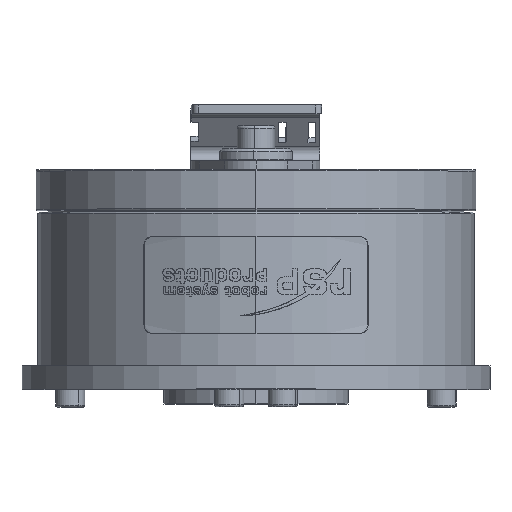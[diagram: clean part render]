
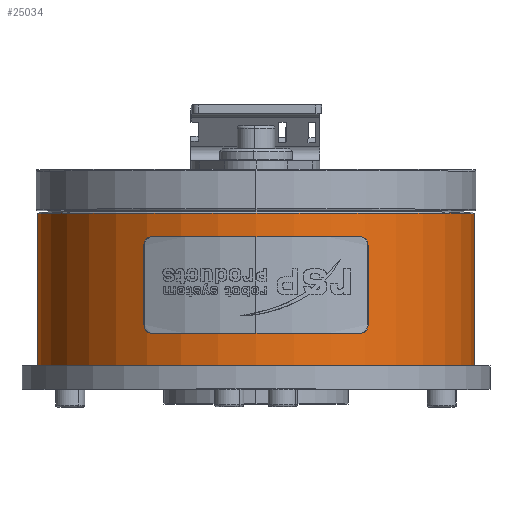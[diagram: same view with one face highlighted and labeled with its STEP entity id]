
A CAD part, top view. The second image highlights one B-rep face of the part: STEP entity #25034.
In plain terms, the highlighted cylindrical face has radius 74.5 mm (diameter 149 mm), a partial arc.
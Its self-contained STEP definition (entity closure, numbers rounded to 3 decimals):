
#203 = CARTESIAN_POINT ( 'NONE',  ( 74.5, 65., 0. ) ) ;
#2820 = VERTEX_POINT ( 'NONE', #16393 ) ;
#8629 = CARTESIAN_POINT ( 'NONE',  ( 0., 65.5, 0. ) ) ;
#8721 = AXIS2_PLACEMENT_3D ( 'NONE', #51056, #27407, #32390 ) ;
#9203 = DIRECTION ( 'NONE',  ( 1., 0., 0. ) ) ;
#9558 = CYLINDRICAL_SURFACE ( 'NONE', #59341, 74.5 ) ;
#11606 = DIRECTION ( 'NONE',  ( 0., -1., 0. ) ) ;
#12337 = AXIS2_PLACEMENT_3D ( 'NONE', #60843, #27809, #9203 ) ;
#12638 = ORIENTED_EDGE ( 'NONE', *, *, #46988, .F. ) ;
#13867 = ORIENTED_EDGE ( 'NONE', *, *, #44784, .T. ) ;
#14417 = EDGE_CURVE ( 'NONE', #2820, #43844, #40173, .T. ) ;
#16393 = CARTESIAN_POINT ( 'NONE',  ( -74.5, 65., 0. ) ) ;
#19662 = LINE ( 'NONE', #24630, #57211 ) ;
#22255 = CIRCLE ( 'NONE', #12337, 74.5 ) ;
#22552 = CIRCLE ( 'NONE', #8721, 74.5 ) ;
#22836 = CARTESIAN_POINT ( 'NONE',  ( 74.5, 13., 0. ) ) ;
#23066 = EDGE_CURVE ( 'NONE', #46558, #58127, #19662, .T. ) ;
#24630 = CARTESIAN_POINT ( 'NONE',  ( 74.5, 65.5, 0. ) ) ;
#25034 = ADVANCED_FACE ( 'NONE', ( #37824 ), #9558, .T. ) ;
#27407 = DIRECTION ( 'NONE',  ( 0., -1., 0. ) ) ;
#27809 = DIRECTION ( 'NONE',  ( 0., -1., 0. ) ) ;
#28199 = DIRECTION ( 'NONE',  ( 0., -1., 0. ) ) ;
#32390 = DIRECTION ( 'NONE',  ( -1., 0., 0. ) ) ;
#34289 = DIRECTION ( 'NONE',  ( 0., -1., 0. ) ) ;
#34698 = ORIENTED_EDGE ( 'NONE', *, *, #23066, .F. ) ;
#37824 = FACE_OUTER_BOUND ( 'NONE', #61095, .T. ) ;
#39922 = ORIENTED_EDGE ( 'NONE', *, *, #14417, .T. ) ;
#40159 = VECTOR ( 'NONE', #11606, 1000. ) ;
#40173 = LINE ( 'NONE', #45799, #40159 ) ;
#43844 = VERTEX_POINT ( 'NONE', #49629 ) ;
#44784 = EDGE_CURVE ( 'NONE', #46558, #2820, #22255, .T. ) ;
#45799 = CARTESIAN_POINT ( 'NONE',  ( -74.5, 65.5, 0. ) ) ;
#46558 = VERTEX_POINT ( 'NONE', #203 ) ;
#46988 = EDGE_CURVE ( 'NONE', #58127, #43844, #22552, .T. ) ;
#49629 = CARTESIAN_POINT ( 'NONE',  ( -74.5, 13., 0. ) ) ;
#51056 = CARTESIAN_POINT ( 'NONE',  ( 0., 13., 0. ) ) ;
#51855 = DIRECTION ( 'NONE',  ( -1., 0., 0. ) ) ;
#57211 = VECTOR ( 'NONE', #34289, 1000. ) ;
#58127 = VERTEX_POINT ( 'NONE', #22836 ) ;
#59341 = AXIS2_PLACEMENT_3D ( 'NONE', #8629, #28199, #51855 ) ;
#60843 = CARTESIAN_POINT ( 'NONE',  ( 0., 65., 0. ) ) ;
#61095 = EDGE_LOOP ( 'NONE', ( #34698, #13867, #39922, #12638 ) ) ;
